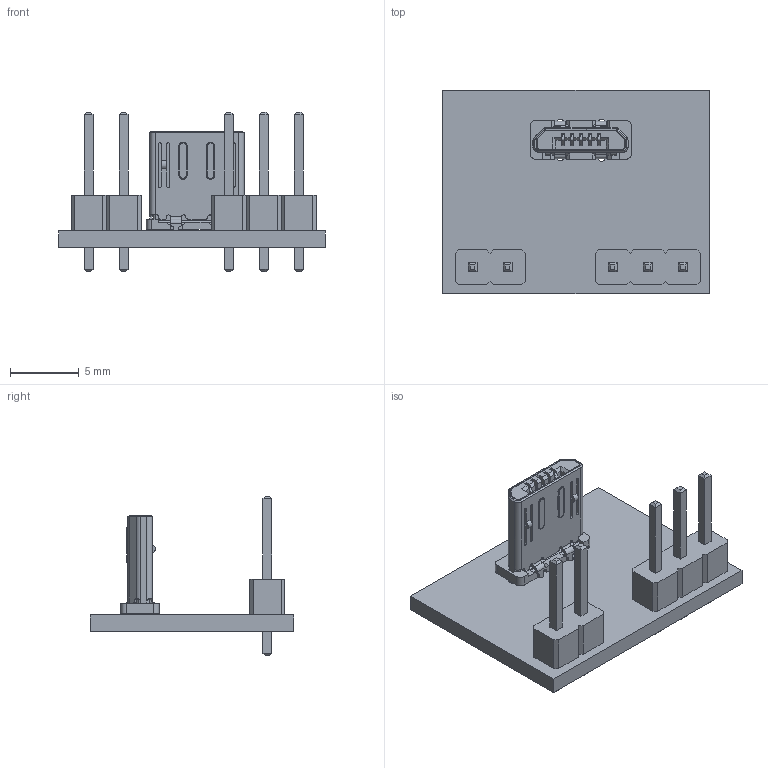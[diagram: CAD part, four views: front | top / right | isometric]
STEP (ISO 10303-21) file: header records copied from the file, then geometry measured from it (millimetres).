
FILE_DESCRIPTION(('KiCad electronic assembly'),'2;1');
FILE_NAME('uUSB male BOB.step','2021-11-21T19:43:52',('An Author'),( 'A Company'),'Open CASCADE STEP processor 6.9', 'KiCad to STEP converter','Unknown');
FILE_SCHEMA(('AUTOMOTIVE_DESIGN { 1 0 10303 214 1 1 1 1 }'));
Length unit declared in the file: millimetre
Products named in the file (8): Open CASCADE STEP translator 6.9 1; PinHeader_1x03_P2.54mm_Vertical; SOLID; PinHeader_1x02_P2.54mm_Vertical; USB3150-30-130-A; COMPOUND
Assembly tree (7 placements, depth 3):
  Open CASCADE STEP translator 6.9 1
    PinHeader_1x03_P2.54mm_Vertical
      SOLID
    PinHeader_1x02_P2.54mm_Vertical
      SOLID
    USB3150-30-130-A
      COMPOUND
    COMPOUND
Bounding box: 19.3 x 14.73 x 11.54 mm (x, y, z)
Volume: 504.6 mm3; surface area: 1429.6 mm2
Topology: 10 solids, 10 shells, 910 faces, 2541 edges, 1662 vertices
Faces by surface type: plane 603, cylinder 291, cone 8, bspline 8
Full cylindrical faces by diameter (mm): 0.45 x5, 0.5 x1, 0.55 x3, 0.7 x2, 0.8 x3, 1 x5
Entity records: 67274 total; most frequent: CARTESIAN_POINT 16247, DIRECTION 9156, LINE 5938, VECTOR 5938, ORIENTED_EDGE 5082, PCURVE 5082, DEFINITIONAL_REPRESENTATION 5082, EDGE_CURVE 2541
